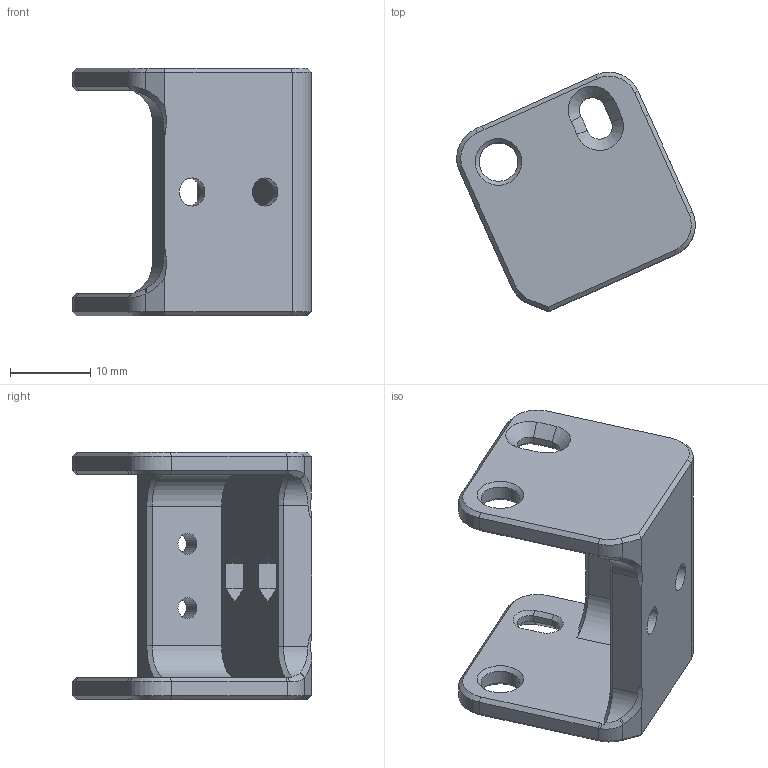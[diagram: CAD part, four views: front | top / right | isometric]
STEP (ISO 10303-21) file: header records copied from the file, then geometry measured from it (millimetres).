
FILE_DESCRIPTION(/* description */ (''),/* implementation_level */ '2;1');
FILE_NAME(/* name */ 'Shifter Base.step',/* time_stamp */ '2020-05-17T18:00:07-05:00',/* author */ (''),/* organization */ (''),/* preprocessor_version */ 'ST-DEVELOPER v18.1',/* originating_system */ 'Autodesk Translation Framework v9.3.0.1241',/* authorisation */ '');
FILE_SCHEMA (('AUTOMOTIVE_DESIGN { 1 0 10303 214 3 1 1 }'));
Length unit declared in the file: millimetre
Products named in the file (1): Base
Bounding box: 29.74 x 29.84 x 30.94 mm (x, y, z)
Volume: 6043.8 mm3; surface area: 4340.8 mm2
Topology: 1 solids, 1 shells, 134 faces, 324 edges, 194 vertices
Faces by surface type: plane 63, cone 40, cylinder 25, bspline 6
Full cylindrical faces by diameter (mm): 2.6 x2, 3.5 x2, 4.826 x2
Entity records: 4186 total; most frequent: CARTESIAN_POINT 1019, ORIENTED_EDGE 648, DIRECTION 642, EDGE_CURVE 324, AXIS2_PLACEMENT_3D 217, LINE 208, VECTOR 208, VERTEX_POINT 194
